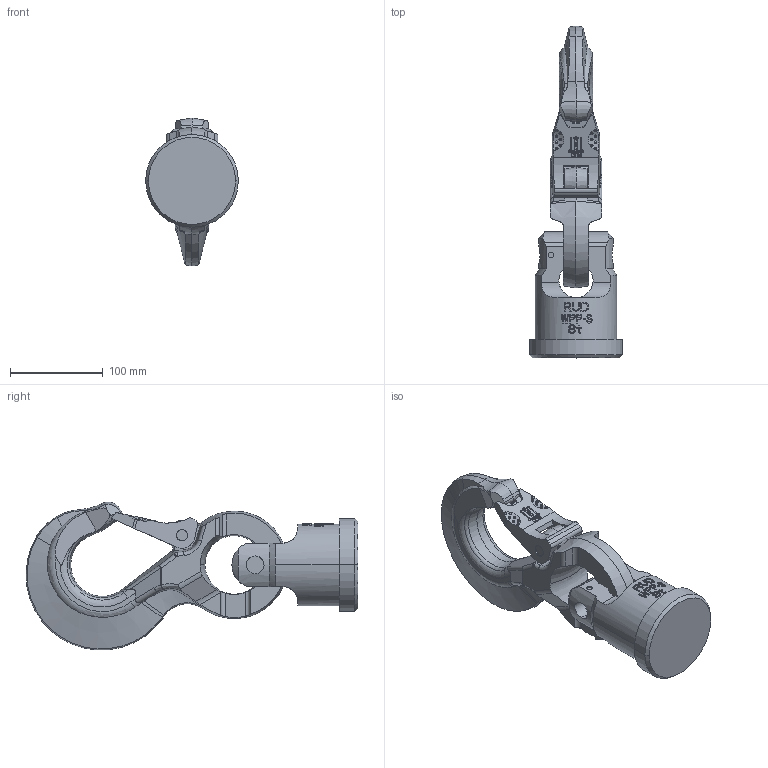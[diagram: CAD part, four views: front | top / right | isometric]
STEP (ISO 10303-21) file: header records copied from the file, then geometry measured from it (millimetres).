
FILE_DESCRIPTION((''),'2;1');
FILE_NAME('001-M31445-P22_ASM','2004-10-11T',('Haas'),(''),'PRO/ENGINEER BY PARAMETRIC TECHNOLOGY CORPORATION, 2003450','PRO/ENGINEER BY PARAMETRIC TECHNOLOGY CORPORATION, 2003450','');
FILE_SCHEMA(('CONFIG_CONTROL_DESIGN'));
Length unit declared in the file: millimetre
Products named in the file (6): 001-M31445-006; 001-M31445-013; 001-M31476-001; 001-M31477-001; 001-M31476-002_ASM; 001-M31445-P22_ASM
Assembly tree (5 placements, depth 3):
  001-M31445-P22_ASM
    001-M31445-006
    001-M31445-013
    001-M31476-002_ASM
      001-M31476-001
      001-M31477-001
Bounding box: 100 x 358.29 x 159.73 mm (x, y, z)
Volume: 1284934.9 mm3; surface area: 158717.5 mm2
Topology: 4 solids, 4 shells, 746 faces, 2074 edges, 1346 vertices
Faces by surface type: plane 515, cylinder 115, cone 38, bspline 30, sphere 30, torus 18
Entity records: 25802 total; most frequent: CARTESIAN_POINT 7687, ORIENTED_EDGE 4092, DIRECTION 3244, EDGE_CURVE 2046, VERTEX_POINT 1346, AXIS2_PLACEMENT_3D 1095, VECTOR 1054, LINE 1054
